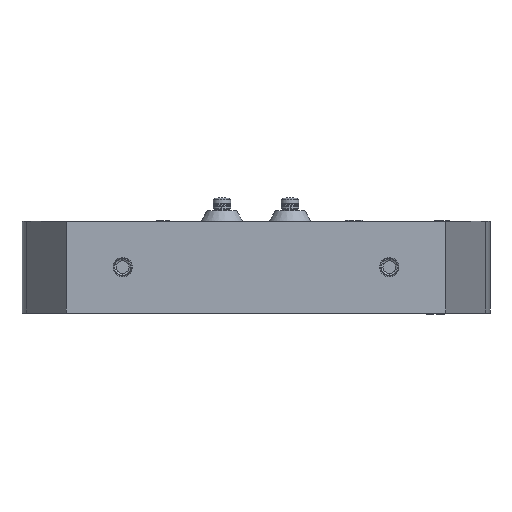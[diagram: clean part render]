
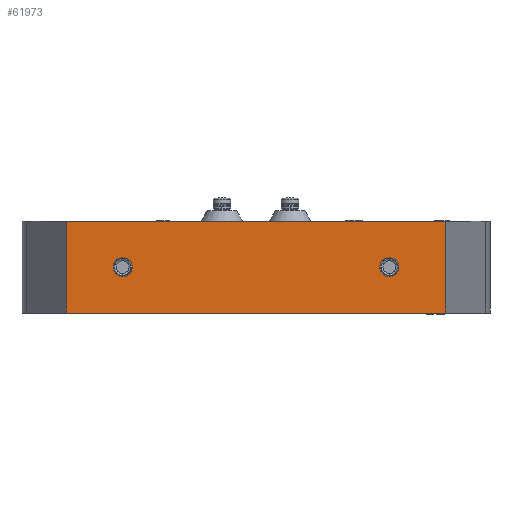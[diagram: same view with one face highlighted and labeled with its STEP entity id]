
A CAD part, front view. The second image highlights one B-rep face of the part: STEP entity #61973.
In plain terms, the highlighted planar face has unit normal (0, -1, 0).
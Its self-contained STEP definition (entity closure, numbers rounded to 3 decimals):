
#2131 = VECTOR ( 'NONE', #72817, 1000. ) ;
#2907 = LINE ( 'NONE', #38413, #75579 ) ;
#3553 = ORIENTED_EDGE ( 'NONE', *, *, #42174, .T. ) ;
#4157 = CARTESIAN_POINT ( 'NONE',  ( 90., -160., -6.5 ) ) ;
#4948 = LINE ( 'NONE', #79674, #21408 ) ;
#5930 = ORIENTED_EDGE ( 'NONE', *, *, #16803, .F. ) ;
#7381 = CARTESIAN_POINT ( 'NONE',  ( -128., -160., 31. ) ) ;
#10354 = CARTESIAN_POINT ( 'NONE',  ( 128., -160., -31. ) ) ;
#10405 = AXIS2_PLACEMENT_3D ( 'NONE', #33803, #83092, #40902 ) ;
#12139 = FACE_BOUND ( 'NONE', #81554, .T. ) ;
#15722 = DIRECTION ( 'NONE',  ( 0., -1., 0. ) ) ;
#16803 = EDGE_CURVE ( 'NONE', #82990, #34761, #52680, .T. ) ;
#17994 = CARTESIAN_POINT ( 'NONE',  ( 128., -160., 31. ) ) ;
#18304 = VERTEX_POINT ( 'NONE', #7381 ) ;
#19657 = PLANE ( 'NONE',  #10405 ) ;
#19876 = CARTESIAN_POINT ( 'NONE',  ( -90., -160., 0. ) ) ;
#20683 = ORIENTED_EDGE ( 'NONE', *, *, #43886, .F. ) ;
#21408 = VECTOR ( 'NONE', #52835, 1000. ) ;
#21685 = CIRCLE ( 'NONE', #33848, 6.5 ) ;
#22215 = CARTESIAN_POINT ( 'NONE',  ( 90., -160., 0. ) ) ;
#22520 = EDGE_CURVE ( 'NONE', #79140, #86903, #58260, .T. ) ;
#23395 = EDGE_CURVE ( 'NONE', #18304, #79140, #4948, .T. ) ;
#26937 = DIRECTION ( 'NONE',  ( 0., 0., -1. ) ) ;
#27360 = VERTEX_POINT ( 'NONE', #4157 ) ;
#27717 = CARTESIAN_POINT ( 'NONE',  ( -90., -160., -6.5 ) ) ;
#29293 = DIRECTION ( 'NONE',  ( 0., 0., -1. ) ) ;
#31162 = DIRECTION ( 'NONE',  ( 0., -1., 0. ) ) ;
#32311 = CARTESIAN_POINT ( 'NONE',  ( -90., -160., 6.5 ) ) ;
#32562 = EDGE_LOOP ( 'NONE', ( #72741, #54607, #74766, #3553 ) ) ;
#33803 = CARTESIAN_POINT ( 'NONE',  ( -128., -160., 31. ) ) ;
#33848 = AXIS2_PLACEMENT_3D ( 'NONE', #57915, #15722, #65003 ) ;
#34761 = VERTEX_POINT ( 'NONE', #27717 ) ;
#38413 = CARTESIAN_POINT ( 'NONE',  ( -128., -160., -31. ) ) ;
#39667 = EDGE_LOOP ( 'NONE', ( #20683, #41040 ) ) ;
#40902 = DIRECTION ( 'NONE',  ( 0., 0., 1. ) ) ;
#41040 = ORIENTED_EDGE ( 'NONE', *, *, #90501, .F. ) ;
#42174 = EDGE_CURVE ( 'NONE', #18304, #64788, #46199, .T. ) ;
#42466 = DIRECTION ( 'NONE',  ( 0., 0., -1. ) ) ;
#43577 = CIRCLE ( 'NONE', #81720, 6.5 ) ;
#43886 = EDGE_CURVE ( 'NONE', #27360, #89476, #43577, .T. ) ;
#46199 = LINE ( 'NONE', #49561, #81497 ) ;
#49561 = CARTESIAN_POINT ( 'NONE',  ( -128., -160., 31. ) ) ;
#49595 = FACE_OUTER_BOUND ( 'NONE', #32562, .T. ) ;
#52680 = CIRCLE ( 'NONE', #74044, 6.5 ) ;
#52835 = DIRECTION ( 'NONE',  ( 1., 0., 0. ) ) ;
#54008 = EDGE_CURVE ( 'NONE', #64788, #86903, #2907, .T. ) ;
#54607 = ORIENTED_EDGE ( 'NONE', *, *, #22520, .F. ) ;
#57915 = CARTESIAN_POINT ( 'NONE',  ( -90., -160., 0. ) ) ;
#58260 = LINE ( 'NONE', #65707, #2131 ) ;
#59671 = DIRECTION ( 'NONE',  ( 1., 0., 0. ) ) ;
#61973 = ADVANCED_FACE ( 'NONE', ( #68330, #12139, #49595 ), #19657, .F. ) ;
#64507 = ORIENTED_EDGE ( 'NONE', *, *, #68898, .F. ) ;
#64788 = VERTEX_POINT ( 'NONE', #67099 ) ;
#65003 = DIRECTION ( 'NONE',  ( 0., 0., -1. ) ) ;
#65707 = CARTESIAN_POINT ( 'NONE',  ( 128., -160., 31. ) ) ;
#67099 = CARTESIAN_POINT ( 'NONE',  ( -128., -160., -31. ) ) ;
#68330 = FACE_BOUND ( 'NONE', #39667, .T. ) ;
#68898 = EDGE_CURVE ( 'NONE', #34761, #82990, #21685, .T. ) ;
#69133 = DIRECTION ( 'NONE',  ( 0., -1., 0. ) ) ;
#71500 = DIRECTION ( 'NONE',  ( 0., -1., 0. ) ) ;
#72741 = ORIENTED_EDGE ( 'NONE', *, *, #54008, .T. ) ;
#72817 = DIRECTION ( 'NONE',  ( 0., 0., -1. ) ) ;
#73364 = CARTESIAN_POINT ( 'NONE',  ( 90., -160., 0. ) ) ;
#74044 = AXIS2_PLACEMENT_3D ( 'NONE', #19876, #69133, #26937 ) ;
#74766 = ORIENTED_EDGE ( 'NONE', *, *, #23395, .F. ) ;
#75579 = VECTOR ( 'NONE', #59671, 1000. ) ;
#79087 = AXIS2_PLACEMENT_3D ( 'NONE', #73364, #31162, #80456 ) ;
#79140 = VERTEX_POINT ( 'NONE', #17994 ) ;
#79674 = CARTESIAN_POINT ( 'NONE',  ( -128., -160., 31. ) ) ;
#80456 = DIRECTION ( 'NONE',  ( 0., 0., -1. ) ) ;
#80748 = CIRCLE ( 'NONE', #79087, 6.5 ) ;
#81497 = VECTOR ( 'NONE', #42466, 1000. ) ;
#81554 = EDGE_LOOP ( 'NONE', ( #64507, #5930 ) ) ;
#81720 = AXIS2_PLACEMENT_3D ( 'NONE', #22215, #71500, #29293 ) ;
#82990 = VERTEX_POINT ( 'NONE', #32311 ) ;
#83092 = DIRECTION ( 'NONE',  ( 0., 1., 0. ) ) ;
#86248 = CARTESIAN_POINT ( 'NONE',  ( 90., -160., 6.5 ) ) ;
#86903 = VERTEX_POINT ( 'NONE', #10354 ) ;
#89476 = VERTEX_POINT ( 'NONE', #86248 ) ;
#90501 = EDGE_CURVE ( 'NONE', #89476, #27360, #80748, .T. ) ;
